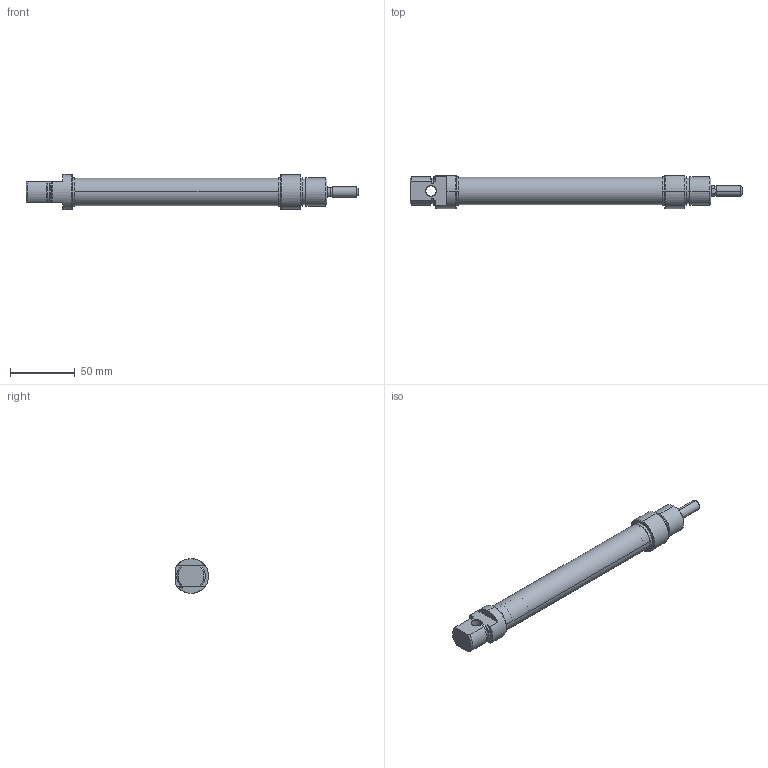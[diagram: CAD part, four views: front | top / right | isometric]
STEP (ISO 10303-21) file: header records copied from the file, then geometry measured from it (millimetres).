
FILE_DESCRIPTION (( 'STEP AP214' ), '1' );
FILE_NAME ('PMY 20-125 CYLINDER.STEP', '2010-08-05T07:55:28', ( '' ), ( '' ), 'SwSTEP 2.0', 'SolidWorks 2010', '' );
FILE_SCHEMA (( 'AUTOMOTIVE_DESIGN' ));
Length unit declared in the file: millimetre
Products named in the file (5): PMY (Yastýklý)      20  ARKA KAPAK; 20  Boru; PMY (Yastýklý)       20 ÖN   KAPAK; 20  MÝller; PMY  20-125  CYLINDER
Assembly tree (4 placements, depth 2):
  PMY  20-125  CYLINDER
    20  Boru
    PMY (Yastýklý)      20  ARKA KAPAK
    PMY (Yastýklý)       20 ÖN   KAPAK
    20  MÝller
Bounding box: 256 x 25.5 x 27 mm (x, y, z)
Volume: 52244.6 mm3; surface area: 38175 mm2
Topology: 4 solids, 4 shells, 149 faces, 349 edges, 221 vertices
Faces by surface type: cylinder 58, plane 48, cone 43
Entity records: 4818 total; most frequent: CARTESIAN_POINT 960, DIRECTION 792, ORIENTED_EDGE 698, EDGE_CURVE 349, AXIS2_PLACEMENT_3D 325, VERTEX_POINT 221, EDGE_LOOP 170, CIRCLE 169
